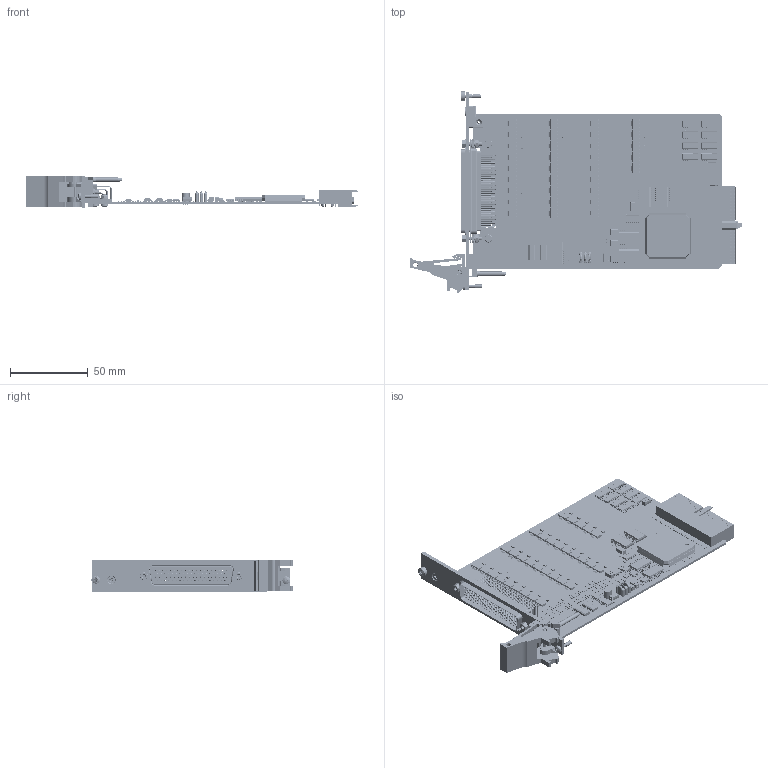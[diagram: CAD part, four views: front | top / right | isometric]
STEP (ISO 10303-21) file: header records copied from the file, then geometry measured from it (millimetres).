
FILE_DESCRIPTION (( 'STEP AP214' ), '1' );
FILE_NAME ('40-413-001 32 ch DIGI IO.STEP', '2013-08-27T14:16:19', ( 'admin' ), ( '' ), 'SwSTEP 2.0', 'SolidWorks 2012', '' );
FILE_SCHEMA (( 'AUTOMOTIVE_DESIGN' ));
Length unit declared in the file: millimetre
Products named in the file (1): 40-413-001 32 ch DIGI IO
Bounding box: 214.01 x 129.67 x 20 mm (x, y, z)
Surface area: 69028.3 mm2 (no closed solid volume)
Topology: 0 solids, 1550 shells, 6322 faces, 27753 edges, 22214 vertices
Faces by surface type: plane 4981, cylinder 1058, torus 201, cone 37, bspline 36, sphere 9
Full cylindrical faces by diameter (mm): 0.307 x1, 0.6 x176, 0.696 x1, 0.75 x9, 0.77 x156, 0.8 x8, 0.9 x1, 0.996 x1, 1 x3, 1.19 x8, 1.496 x2, 1.6 x1, 2 x7, 2.05 x3, 2.497 x1, 2.5 x9, 2.6 x3, 2.7 x1, 2.8 x1, 3 x3, 4.7 x1, 4.85 x1, 5 x7, 5.2 x4, 5.3 x1, 5.5 x2, 5.7 x1, 6 x1
Entity records: 354559 total; most frequent: CARTESIAN_POINT 68729, DIRECTION 43464, ORIENTED_EDGE 34574, EDGE_CURVE 27022, VERTEX_POINT 22087, LINE 21334, VECTOR 21334, AXIS2_PLACEMENT_3D 11065
